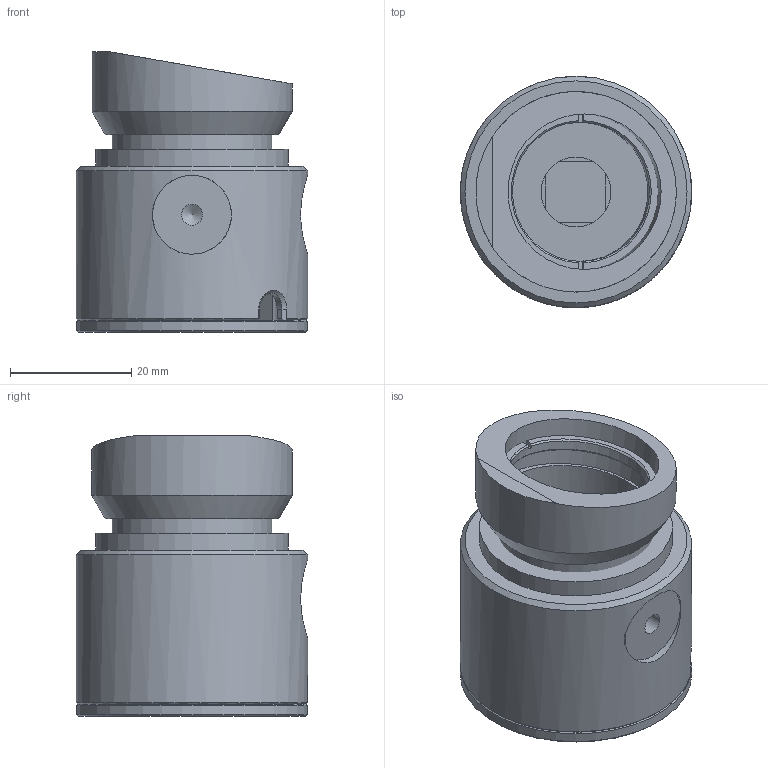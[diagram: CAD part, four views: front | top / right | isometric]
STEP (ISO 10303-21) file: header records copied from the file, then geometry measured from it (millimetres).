
FILE_DESCRIPTION (( 'STEP AP214' ), '1' );
FILE_NAME ('PH100-SiUV-OD.-3-D0.STEP', '2021-10-22T15:42:38', ( '' ), ( '' ), 'SwSTEP 2.0', 'SolidWorks 2020', '' );
FILE_SCHEMA (( 'AUTOMOTIVE_DESIGN' ));
Length unit declared in the file: millimetre
Products named in the file (1): PH100-SiUV-OD.-3-D0
Bounding box: 38.1 x 38.1 x 46.25 mm (x, y, z)
Volume: 20778.4 mm3; surface area: 16398.7 mm2
Topology: 11 solids, 11 shells, 178 faces, 405 edges, 260 vertices
Faces by surface type: plane 96, cylinder 50, cone 31, bspline 1
Full cylindrical faces by diameter (mm): 1.524 x2, 1.778 x4, 2.184 x3, 2.438 x3, 3.3 x1, 3.454 x1, 5.004 x3, 11.5 x1, 13 x2, 15.24 x1, 22.911 x1, 24.003 x1, 25.6 x1, 25.603 x2, 26.289 x2, 26.392 x1, 31.75 x1, 33.02 x1, 34.7 x1, 38.1 x2
Entity records: 7277 total; most frequent: CARTESIAN_POINT 1454, DIRECTION 788, ORIENTED_EDGE 654, EDGE_CURVE 327, AXIS2_PLACEMENT_3D 308, EDGE_LOOP 264, VERTEX_POINT 241, FACE_OUTER_BOUND 212
